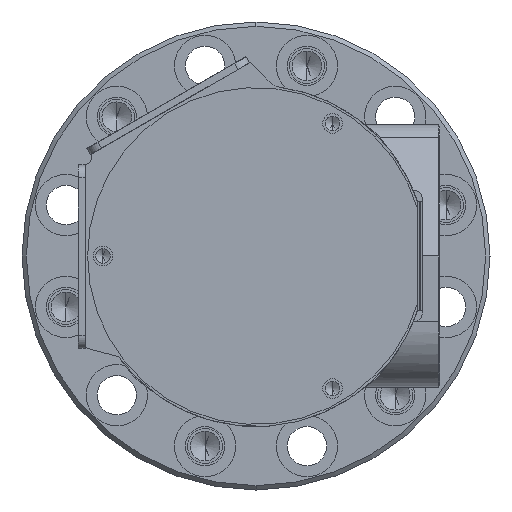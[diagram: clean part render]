
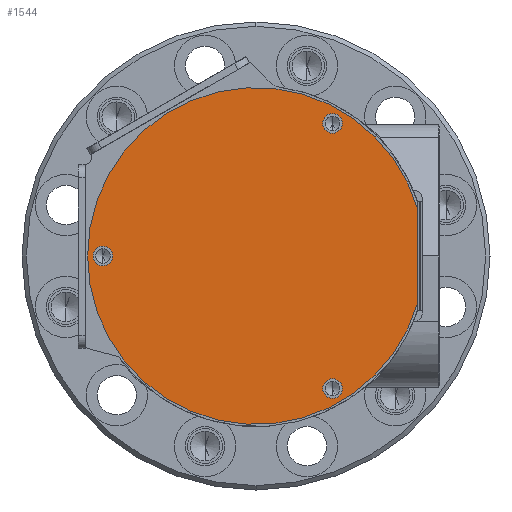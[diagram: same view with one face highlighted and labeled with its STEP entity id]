
A CAD part, left-side view. The second image highlights one B-rep face of the part: STEP entity #1544.
In plain terms, the highlighted face is planar.
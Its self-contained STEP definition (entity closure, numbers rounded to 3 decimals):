
#329 = VERTEX_POINT ( 'NONE', #14540 ) ;
#453 = DIRECTION ( 'NONE',  ( 1., 0., 0. ) ) ;
#628 = DIRECTION ( 'NONE',  ( 0., 0., 1. ) ) ;
#790 = CIRCLE ( 'NONE', #9092, 38.5 ) ;
#838 = VERTEX_POINT ( 'NONE', #15682 ) ;
#1319 = EDGE_CURVE ( 'NONE', #7216, #11324, #10426, .T. ) ;
#1391 = EDGE_CURVE ( 'NONE', #1446, #7770, #5793, .T. ) ;
#1439 = DIRECTION ( 'NONE',  ( 0., 1., 0. ) ) ;
#1446 = VERTEX_POINT ( 'NONE', #4610 ) ;
#1544 = ADVANCED_FACE ( 'NONE', ( #14905, #7554, #13749, #10441 ), #3665, .T. ) ;
#1639 = DIRECTION ( 'NONE',  ( 0., 1., 0. ) ) ;
#1685 = ORIENTED_EDGE ( 'NONE', *, *, #10165, .T. ) ;
#2486 = EDGE_LOOP ( 'NONE', ( #7032, #15155 ) ) ;
#2751 = VERTEX_POINT ( 'NONE', #9083 ) ;
#2796 = DIRECTION ( 'NONE',  ( 0., 1., 0. ) ) ;
#2890 = DIRECTION ( 'NONE',  ( 0., 1., 0. ) ) ;
#2896 = VECTOR ( 'NONE', #453, 1000. ) ;
#2994 = CARTESIAN_POINT ( 'NONE',  ( -30.309, 1.6, 19.751 ) ) ;
#3067 = AXIS2_PLACEMENT_3D ( 'NONE', #8829, #1439, #10078 ) ;
#3509 = EDGE_LOOP ( 'NONE', ( #12535, #11143 ) ) ;
#3550 = DIRECTION ( 'NONE',  ( 0., 1., 0. ) ) ;
#3604 = DIRECTION ( 'NONE',  ( 0., 1., 0. ) ) ;
#3665 = PLANE ( 'NONE',  #13400 ) ;
#3971 = DIRECTION ( 'NONE',  ( 0., 1., 0. ) ) ;
#3972 = ORIENTED_EDGE ( 'NONE', *, *, #12317, .T. ) ;
#4152 = DIRECTION ( 'NONE',  ( 0., 1., 0. ) ) ;
#4610 = CARTESIAN_POINT ( 'NONE',  ( -10.642, 1.6, 37. ) ) ;
#4956 = VERTEX_POINT ( 'NONE', #2994 ) ;
#5232 = CARTESIAN_POINT ( 'NONE',  ( 10.642, 1.6, 37. ) ) ;
#5447 = EDGE_CURVE ( 'NONE', #4956, #838, #12859, .T. ) ;
#5793 = LINE ( 'NONE', #12226, #2896 ) ;
#6018 = CIRCLE ( 'NONE', #11117, 2.25 ) ;
#6447 = EDGE_CURVE ( 'NONE', #838, #4956, #9148, .T. ) ;
#6485 = CARTESIAN_POINT ( 'NONE',  ( 0., 1.6, 0. ) ) ;
#7032 = ORIENTED_EDGE ( 'NONE', *, *, #7756, .F. ) ;
#7216 = VERTEX_POINT ( 'NONE', #15021 ) ;
#7423 = CIRCLE ( 'NONE', #15486, 38.5 ) ;
#7554 = FACE_OUTER_BOUND ( 'NONE', #15754, .T. ) ;
#7756 = EDGE_CURVE ( 'NONE', #11324, #7216, #6018, .T. ) ;
#7770 = VERTEX_POINT ( 'NONE', #5232 ) ;
#8023 = DIRECTION ( 'NONE',  ( 0., 1., 0. ) ) ;
#8501 = AXIS2_PLACEMENT_3D ( 'NONE', #11043, #3604, #12274 ) ;
#8805 = DIRECTION ( 'NONE',  ( 0., 0., 1. ) ) ;
#8829 = CARTESIAN_POINT ( 'NONE',  ( 30.312, 1.6, 17.499 ) ) ;
#9083 = CARTESIAN_POINT ( 'NONE',  ( 30.312, 1.6, 19.749 ) ) ;
#9092 = AXIS2_PLACEMENT_3D ( 'NONE', #11579, #4152, #12796 ) ;
#9148 = CIRCLE ( 'NONE', #8501, 2.25 ) ;
#9886 = CARTESIAN_POINT ( 'NONE',  ( 0., 1.6, -35. ) ) ;
#10078 = DIRECTION ( 'NONE',  ( 0., 0., 1. ) ) ;
#10165 = EDGE_CURVE ( 'NONE', #7770, #15762, #7423, .T. ) ;
#10303 = CARTESIAN_POINT ( 'NONE',  ( -30.309, 1.6, 17.501 ) ) ;
#10399 = AXIS2_PLACEMENT_3D ( 'NONE', #9886, #2796, #11481 ) ;
#10426 = CIRCLE ( 'NONE', #10399, 2.25 ) ;
#10441 = FACE_BOUND ( 'NONE', #15139, .T. ) ;
#10744 = ORIENTED_EDGE ( 'NONE', *, *, #6447, .F. ) ;
#10846 = EDGE_CURVE ( 'NONE', #329, #2751, #15343, .T. ) ;
#10987 = CARTESIAN_POINT ( 'NONE',  ( 0., 1.6, 0. ) ) ;
#11043 = CARTESIAN_POINT ( 'NONE',  ( -30.309, 1.6, 17.501 ) ) ;
#11102 = EDGE_CURVE ( 'NONE', #2751, #329, #12626, .T. ) ;
#11117 = AXIS2_PLACEMENT_3D ( 'NONE', #11398, #3971, #12621 ) ;
#11143 = ORIENTED_EDGE ( 'NONE', *, *, #11102, .F. ) ;
#11324 = VERTEX_POINT ( 'NONE', #13302 ) ;
#11398 = CARTESIAN_POINT ( 'NONE',  ( 0., 1.6, -35. ) ) ;
#11481 = DIRECTION ( 'NONE',  ( 0., 0., 1. ) ) ;
#11489 = AXIS2_PLACEMENT_3D ( 'NONE', #15430, #8023, #628 ) ;
#11575 = DIRECTION ( 'NONE',  ( 0., 0., 1. ) ) ;
#11579 = CARTESIAN_POINT ( 'NONE',  ( 0., 1.6, 0. ) ) ;
#12221 = DIRECTION ( 'NONE',  ( 0., 0., 1. ) ) ;
#12226 = CARTESIAN_POINT ( 'NONE',  ( -10.642, 1.6, 37. ) ) ;
#12274 = DIRECTION ( 'NONE',  ( 0., 0., 1. ) ) ;
#12317 = EDGE_CURVE ( 'NONE', #15762, #1446, #790, .T. ) ;
#12535 = ORIENTED_EDGE ( 'NONE', *, *, #10846, .F. ) ;
#12621 = DIRECTION ( 'NONE',  ( 0., 0., 1. ) ) ;
#12626 = CIRCLE ( 'NONE', #11489, 2.25 ) ;
#12796 = DIRECTION ( 'NONE',  ( 0., 0., 1. ) ) ;
#12859 = CIRCLE ( 'NONE', #13883, 2.25 ) ;
#13302 = CARTESIAN_POINT ( 'NONE',  ( 0., 1.6, -37.25 ) ) ;
#13400 = AXIS2_PLACEMENT_3D ( 'NONE', #6485, #1639, #8805 ) ;
#13493 = ORIENTED_EDGE ( 'NONE', *, *, #1391, .T. ) ;
#13749 = FACE_BOUND ( 'NONE', #2486, .T. ) ;
#13883 = AXIS2_PLACEMENT_3D ( 'NONE', #10303, #2890, #11575 ) ;
#14540 = CARTESIAN_POINT ( 'NONE',  ( 30.312, 1.6, 15.249 ) ) ;
#14759 = CARTESIAN_POINT ( 'NONE',  ( 0., 1.6, -38.5 ) ) ;
#14905 = FACE_BOUND ( 'NONE', #3509, .T. ) ;
#15021 = CARTESIAN_POINT ( 'NONE',  ( 0., 1.6, -32.75 ) ) ;
#15139 = EDGE_LOOP ( 'NONE', ( #10744, #15323 ) ) ;
#15155 = ORIENTED_EDGE ( 'NONE', *, *, #1319, .F. ) ;
#15323 = ORIENTED_EDGE ( 'NONE', *, *, #5447, .F. ) ;
#15343 = CIRCLE ( 'NONE', #3067, 2.25 ) ;
#15430 = CARTESIAN_POINT ( 'NONE',  ( 30.312, 1.6, 17.499 ) ) ;
#15486 = AXIS2_PLACEMENT_3D ( 'NONE', #10987, #3550, #12221 ) ;
#15682 = CARTESIAN_POINT ( 'NONE',  ( -30.309, 1.6, 15.251 ) ) ;
#15754 = EDGE_LOOP ( 'NONE', ( #1685, #3972, #13493 ) ) ;
#15762 = VERTEX_POINT ( 'NONE', #14759 ) ;
